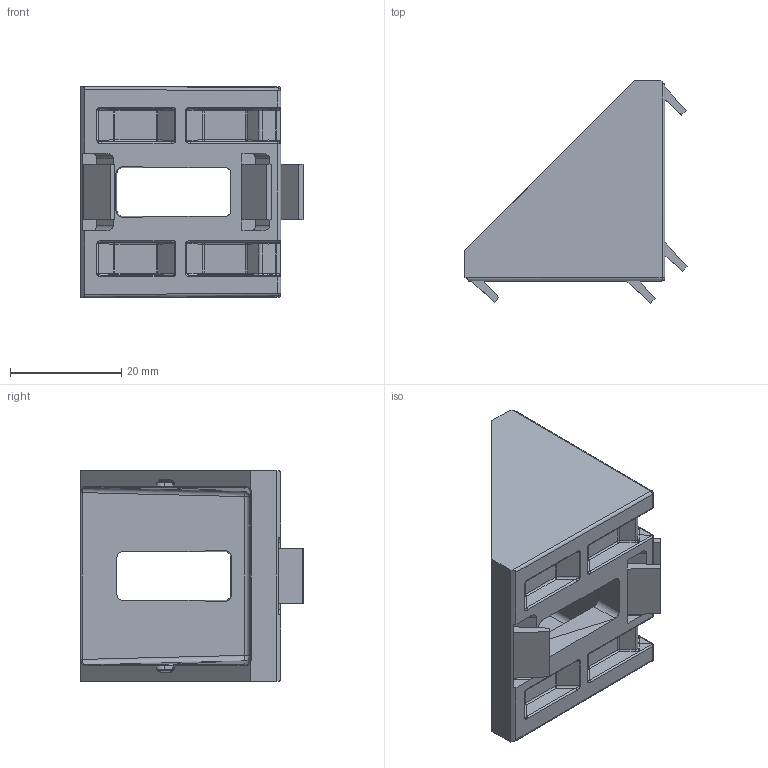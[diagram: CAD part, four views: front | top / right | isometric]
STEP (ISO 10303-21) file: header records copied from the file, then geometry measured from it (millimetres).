
FILE_DESCRIPTION (( 'STEP AP214' ), '1' );
FILE_NAME ('093w404n10s05.STEP', '2014-08-20T12:16:15', ( '' ), ( '' ), 'SwSTEP 2.0', 'SolidWorks 2014', '' );
FILE_SCHEMA (( 'AUTOMOTIVE_DESIGN' ));
Length unit declared in the file: millimetre
Products named in the file (1): 093w404n10s05
Bounding box: 40.02 x 40.02 x 38 mm (x, y, z)
Volume: 13036.5 mm3; surface area: 8962.6 mm2
Topology: 1 solids, 1 shells, 493 faces, 1205 edges, 718 vertices
Faces by surface type: plane 172, cylinder 149, bspline 135, sphere 20, cone 9, torus 8
Entity records: 17376 total; most frequent: CARTESIAN_POINT 7067, ORIENTED_EDGE 2378, DIRECTION 1838, EDGE_CURVE 1189, VERTEX_POINT 718, LINE 624, VECTOR 624, AXIS2_PLACEMENT_3D 607
